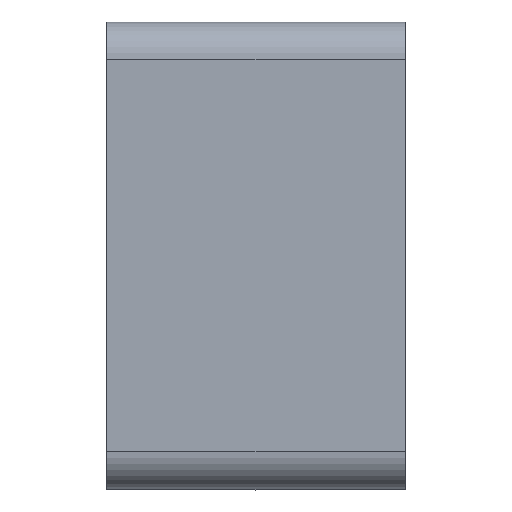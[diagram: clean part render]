
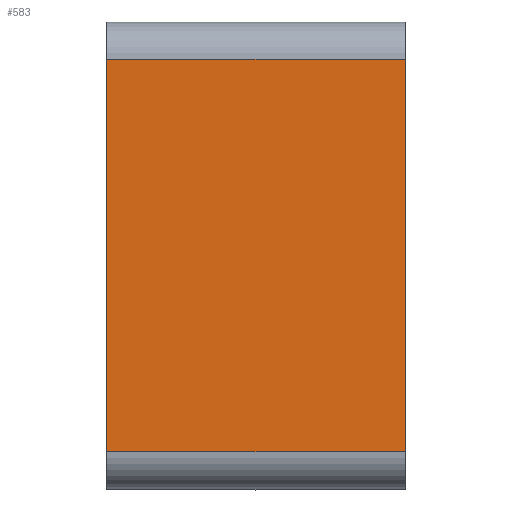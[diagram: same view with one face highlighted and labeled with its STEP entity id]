
A CAD part, top view. The second image highlights one B-rep face of the part: STEP entity #583.
In plain terms, the highlighted planar face has unit normal (0, 0, 1).
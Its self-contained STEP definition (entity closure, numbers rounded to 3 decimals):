
#242 = VERTEX_POINT('',#243);
#243 = CARTESIAN_POINT('',(-4.,-2.25,11.));
#252 = VERTEX_POINT('',#253);
#253 = CARTESIAN_POINT('',(4.,-2.25,
    11.));
#260 = EDGE_CURVE('',#242,#252,#261,.T.);
#261 = LINE('',#262,#263);
#262 = CARTESIAN_POINT('',(-4.,-2.25,11.));
#263 = VECTOR('',#264,1.);
#264 = DIRECTION('',(1.,0.,0.));
#319 = VERTEX_POINT('',#320);
#320 = CARTESIAN_POINT('',(4.,8.25,11.
    ));
#327 = EDGE_CURVE('',#319,#252,#328,.T.);
#328 = LINE('',#329,#330);
#329 = CARTESIAN_POINT('',(4.,9.25,11.));
#330 = VECTOR('',#331,1.);
#331 = DIRECTION('',(0.,-1.,0.));
#412 = VERTEX_POINT('',#413);
#413 = CARTESIAN_POINT('',(-4.,8.25,11.));
#422 = EDGE_CURVE('',#412,#319,#423,.T.);
#423 = LINE('',#424,#425);
#424 = CARTESIAN_POINT('',(-4.,8.25,11.));
#425 = VECTOR('',#426,1.);
#426 = DIRECTION('',(1.,0.,0.));
#561 = EDGE_CURVE('',#242,#412,#562,.T.);
#562 = LINE('',#563,#564);
#563 = CARTESIAN_POINT('',(-4.,-3.25,11.));
#564 = VECTOR('',#565,1.);
#565 = DIRECTION('',(0.,1.,0.));
#583 = ADVANCED_FACE('',(#584),#590,.T.);
#584 = FACE_BOUND('',#585,.T.);
#585 = EDGE_LOOP('',(#586,#587,#588,#589));
#586 = ORIENTED_EDGE('',*,*,#260,.T.);
#587 = ORIENTED_EDGE('',*,*,#327,.F.);
#588 = ORIENTED_EDGE('',*,*,#422,.F.);
#589 = ORIENTED_EDGE('',*,*,#561,.F.);
#590 = PLANE('',#591);
#591 = AXIS2_PLACEMENT_3D('',#592,#593,#594);
#592 = CARTESIAN_POINT('',(0.,3.,11.));
#593 = DIRECTION('',(0.,0.,1.));
#594 = DIRECTION('',(0.,1.,0.));
